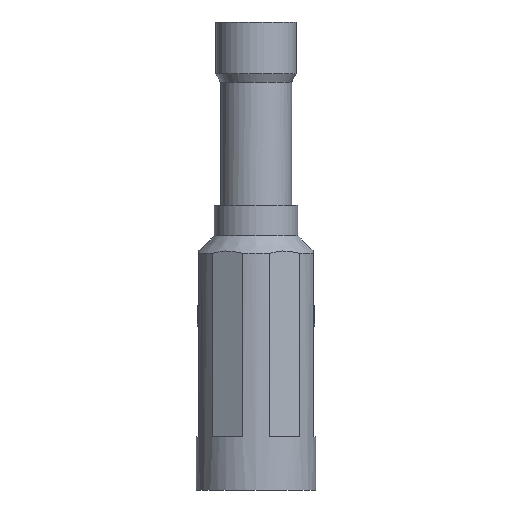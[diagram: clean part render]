
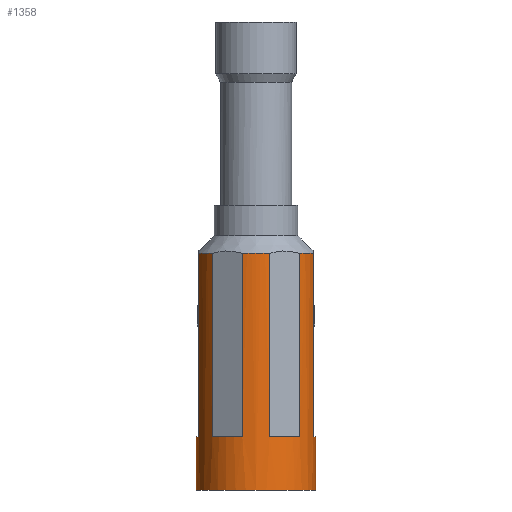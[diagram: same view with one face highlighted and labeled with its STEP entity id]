
A CAD part, left-side view. The second image highlights one B-rep face of the part: STEP entity #1358.
In plain terms, the highlighted cylindrical face has radius 23.5 mm (diameter 47 mm), a full revolution.
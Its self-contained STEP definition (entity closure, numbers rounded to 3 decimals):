
#16=ELLIPSE('',#1514,33.234,23.5);
#17=ELLIPSE('',#1516,33.234,23.5);
#18=ELLIPSE('',#1523,33.234,23.5);
#116=FACE_OUTER_BOUND('',#194,.T.);
#194=EDGE_LOOP('',(#1042,#1043,#1044,#1045,#1046,#1047,#1048,#1049,#1050,
#1051,#1052,#1053,#1054,#1055,#1056,#1057,#1058,#1059,#1060,#1061,#1062,
#1063,#1064,#1065,#1066,#1067,#1068,#1069,#1070));
#273=LINE('',#2237,#390);
#274=LINE('',#2241,#391);
#275=LINE('',#2245,#392);
#276=LINE('',#2248,#393);
#277=LINE('',#2250,#394);
#278=LINE('',#2253,#395);
#279=LINE('',#2255,#396);
#280=LINE('',#2260,#397);
#281=LINE('',#2263,#398);
#282=LINE('',#2265,#399);
#283=LINE('',#2269,#400);
#284=LINE('',#2273,#401);
#285=LINE('',#2276,#402);
#390=VECTOR('',#1765,1000.);
#391=VECTOR('',#1768,1000.);
#392=VECTOR('',#1771,1000.);
#393=VECTOR('',#1774,1000.);
#394=VECTOR('',#1775,1000.);
#395=VECTOR('',#1778,1000.);
#396=VECTOR('',#1779,23.5);
#397=VECTOR('',#1784,1000.);
#398=VECTOR('',#1787,1000.);
#399=VECTOR('',#1788,1000.);
#400=VECTOR('',#1791,1000.);
#401=VECTOR('',#1794,1000.);
#402=VECTOR('',#1797,1000.);
#533=CIRCLE('',#1496,23.5);
#534=CIRCLE('',#1497,23.5);
#535=CIRCLE('',#1498,23.5);
#542=CIRCLE('',#1505,23.5);
#547=CIRCLE('',#1515,23.5);
#548=CIRCLE('',#1517,23.5);
#549=CIRCLE('',#1518,23.5);
#550=CIRCLE('',#1519,23.5);
#551=CIRCLE('',#1520,23.5);
#552=CIRCLE('',#1521,23.5);
#553=CIRCLE('',#1522,23.5);
#554=CIRCLE('',#1524,23.5);
#610=VERTEX_POINT('',#2165);
#611=VERTEX_POINT('',#2166);
#612=VERTEX_POINT('',#2168);
#613=VERTEX_POINT('',#2170);
#614=VERTEX_POINT('',#2174);
#624=VERTEX_POINT('',#2201);
#625=VERTEX_POINT('',#2205);
#632=VERTEX_POINT('',#2233);
#633=VERTEX_POINT('',#2234);
#634=VERTEX_POINT('',#2236);
#635=VERTEX_POINT('',#2238);
#636=VERTEX_POINT('',#2240);
#637=VERTEX_POINT('',#2242);
#638=VERTEX_POINT('',#2244);
#639=VERTEX_POINT('',#2246);
#640=VERTEX_POINT('',#2249);
#641=VERTEX_POINT('',#2251);
#642=VERTEX_POINT('',#2254);
#643=VERTEX_POINT('',#2256);
#644=VERTEX_POINT('',#2259);
#645=VERTEX_POINT('',#2261);
#646=VERTEX_POINT('',#2264);
#647=VERTEX_POINT('',#2266);
#648=VERTEX_POINT('',#2268);
#649=VERTEX_POINT('',#2270);
#650=VERTEX_POINT('',#2272);
#651=VERTEX_POINT('',#2274);
#763=EDGE_CURVE('',#610,#611,#533,.T.);
#764=EDGE_CURVE('',#611,#612,#534,.T.);
#766=EDGE_CURVE('',#613,#614,#535,.T.);
#778=EDGE_CURVE('',#624,#625,#542,.T.);
#789=EDGE_CURVE('',#632,#633,#16,.T.);
#790=EDGE_CURVE('',#633,#634,#273,.T.);
#791=EDGE_CURVE('',#634,#635,#547,.T.);
#792=EDGE_CURVE('',#635,#636,#274,.T.);
#793=EDGE_CURVE('',#636,#637,#17,.T.);
#794=EDGE_CURVE('',#637,#638,#275,.T.);
#795=EDGE_CURVE('',#638,#639,#548,.T.);
#796=EDGE_CURVE('',#639,#614,#276,.T.);
#797=EDGE_CURVE('',#613,#640,#277,.T.);
#798=EDGE_CURVE('',#640,#641,#549,.T.);
#799=EDGE_CURVE('',#641,#612,#278,.T.);
#800=EDGE_CURVE('',#611,#642,#279,.T.);
#801=EDGE_CURVE('',#642,#643,#550,.T.);
#802=EDGE_CURVE('',#643,#642,#551,.T.);
#803=EDGE_CURVE('',#610,#644,#280,.T.);
#804=EDGE_CURVE('',#644,#645,#552,.T.);
#805=EDGE_CURVE('',#645,#625,#281,.T.);
#806=EDGE_CURVE('',#624,#646,#282,.T.);
#807=EDGE_CURVE('',#646,#647,#553,.T.);
#808=EDGE_CURVE('',#647,#648,#283,.T.);
#809=EDGE_CURVE('',#648,#649,#18,.T.);
#810=EDGE_CURVE('',#649,#650,#284,.T.);
#811=EDGE_CURVE('',#650,#651,#554,.T.);
#812=EDGE_CURVE('',#651,#632,#285,.T.);
#1042=ORIENTED_EDGE('',*,*,#789,.T.);
#1043=ORIENTED_EDGE('',*,*,#790,.T.);
#1044=ORIENTED_EDGE('',*,*,#791,.T.);
#1045=ORIENTED_EDGE('',*,*,#792,.T.);
#1046=ORIENTED_EDGE('',*,*,#793,.T.);
#1047=ORIENTED_EDGE('',*,*,#794,.T.);
#1048=ORIENTED_EDGE('',*,*,#795,.T.);
#1049=ORIENTED_EDGE('',*,*,#796,.T.);
#1050=ORIENTED_EDGE('',*,*,#766,.F.);
#1051=ORIENTED_EDGE('',*,*,#797,.T.);
#1052=ORIENTED_EDGE('',*,*,#798,.T.);
#1053=ORIENTED_EDGE('',*,*,#799,.T.);
#1054=ORIENTED_EDGE('',*,*,#764,.F.);
#1055=ORIENTED_EDGE('',*,*,#800,.T.);
#1056=ORIENTED_EDGE('',*,*,#801,.T.);
#1057=ORIENTED_EDGE('',*,*,#802,.T.);
#1058=ORIENTED_EDGE('',*,*,#800,.F.);
#1059=ORIENTED_EDGE('',*,*,#763,.F.);
#1060=ORIENTED_EDGE('',*,*,#803,.T.);
#1061=ORIENTED_EDGE('',*,*,#804,.T.);
#1062=ORIENTED_EDGE('',*,*,#805,.T.);
#1063=ORIENTED_EDGE('',*,*,#778,.F.);
#1064=ORIENTED_EDGE('',*,*,#806,.T.);
#1065=ORIENTED_EDGE('',*,*,#807,.T.);
#1066=ORIENTED_EDGE('',*,*,#808,.T.);
#1067=ORIENTED_EDGE('',*,*,#809,.T.);
#1068=ORIENTED_EDGE('',*,*,#810,.T.);
#1069=ORIENTED_EDGE('',*,*,#811,.T.);
#1070=ORIENTED_EDGE('',*,*,#812,.T.);
#1328=CYLINDRICAL_SURFACE('',#1513,23.5);
#1358=ADVANCED_FACE('',(#116),#1328,.T.);
#1496=AXIS2_PLACEMENT_3D('',#2167,#1723,#1724);
#1497=AXIS2_PLACEMENT_3D('',#2169,#1725,#1726);
#1498=AXIS2_PLACEMENT_3D('',#2175,#1727,#1728);
#1505=AXIS2_PLACEMENT_3D('',#2206,#1742,#1743);
#1513=AXIS2_PLACEMENT_3D('',#2232,#1761,#1762);
#1514=AXIS2_PLACEMENT_3D('',#2235,#1763,#1764);
#1515=AXIS2_PLACEMENT_3D('',#2239,#1766,#1767);
#1516=AXIS2_PLACEMENT_3D('',#2243,#1769,#1770);
#1517=AXIS2_PLACEMENT_3D('',#2247,#1772,#1773);
#1518=AXIS2_PLACEMENT_3D('',#2252,#1776,#1777);
#1519=AXIS2_PLACEMENT_3D('',#2257,#1780,#1781);
#1520=AXIS2_PLACEMENT_3D('',#2258,#1782,#1783);
#1521=AXIS2_PLACEMENT_3D('',#2262,#1785,#1786);
#1522=AXIS2_PLACEMENT_3D('',#2267,#1789,#1790);
#1523=AXIS2_PLACEMENT_3D('',#2271,#1792,#1793);
#1524=AXIS2_PLACEMENT_3D('',#2275,#1795,#1796);
#1723=DIRECTION('center_axis',(0.,0.,1.));
#1724=DIRECTION('ref_axis',(-1.,0.,0.));
#1725=DIRECTION('center_axis',(0.,0.,1.));
#1726=DIRECTION('ref_axis',(-1.,0.,0.));
#1727=DIRECTION('center_axis',(0.,0.,1.));
#1728=DIRECTION('ref_axis',(-1.,0.,0.));
#1742=DIRECTION('center_axis',(0.,0.,1.));
#1743=DIRECTION('ref_axis',(-1.,0.,0.));
#1761=DIRECTION('center_axis',(0.,0.,1.));
#1762=DIRECTION('ref_axis',(1.,0.,0.));
#1763=DIRECTION('center_axis',(-0.707,0.,
-0.707));
#1764=DIRECTION('ref_axis',(0.707,0.,-0.707));
#1765=DIRECTION('',(0.,0.,-1.));
#1766=DIRECTION('center_axis',(0.,0.,-1.));
#1767=DIRECTION('ref_axis',(-1.,0.,0.));
#1768=DIRECTION('',(0.,0.,1.));
#1769=DIRECTION('center_axis',(-0.707,0.,
-0.707));
#1770=DIRECTION('ref_axis',(0.707,0.,-0.707));
#1771=DIRECTION('',(0.,0.,-1.));
#1772=DIRECTION('center_axis',(0.,0.,-1.));
#1773=DIRECTION('ref_axis',(-1.,0.,0.));
#1774=DIRECTION('',(0.,0.,1.));
#1775=DIRECTION('',(0.,0.,-1.));
#1776=DIRECTION('center_axis',(0.,0.,-1.));
#1777=DIRECTION('ref_axis',(-1.,0.,0.));
#1778=DIRECTION('',(0.,0.,1.));
#1779=DIRECTION('',(0.,0.,-1.));
#1780=DIRECTION('center_axis',(0.,0.,1.));
#1781=DIRECTION('ref_axis',(1.,0.,0.));
#1782=DIRECTION('center_axis',(0.,0.,1.));
#1783=DIRECTION('ref_axis',(1.,0.,0.));
#1784=DIRECTION('',(0.,0.,-1.));
#1785=DIRECTION('center_axis',(0.,0.,-1.));
#1786=DIRECTION('ref_axis',(-1.,0.,0.));
#1787=DIRECTION('',(0.,0.,1.));
#1788=DIRECTION('',(0.,0.,-1.));
#1789=DIRECTION('center_axis',(0.,0.,-1.));
#1790=DIRECTION('ref_axis',(-1.,0.,0.));
#1791=DIRECTION('',(0.,0.,1.));
#1792=DIRECTION('center_axis',(-0.707,0.,
-0.707));
#1793=DIRECTION('ref_axis',(0.707,0.,-0.707));
#1794=DIRECTION('',(0.,0.,-1.));
#1795=DIRECTION('center_axis',(0.,0.,-1.));
#1796=DIRECTION('ref_axis',(-1.,0.,0.));
#1797=DIRECTION('',(0.,0.,1.));
#2165=CARTESIAN_POINT('',(-53.716,2.828,149.));
#2166=CARTESIAN_POINT('',(-54.339,-2.548,149.));
#2167=CARTESIAN_POINT('Origin',(-30.839,-2.548,149.));
#2168=CARTESIAN_POINT('',(-53.716,-7.924,149.));
#2169=CARTESIAN_POINT('Origin',(-30.839,-2.548,149.));
#2170=CARTESIAN_POINT('',(-46.934,-19.672,149.));
#2174=CARTESIAN_POINT('',(-37.621,-25.048,149.));
#2175=CARTESIAN_POINT('Origin',(-30.839,-2.548,149.));
#2201=CARTESIAN_POINT('',(-37.621,19.952,149.));
#2205=CARTESIAN_POINT('',(-46.934,14.576,149.));
#2206=CARTESIAN_POINT('Origin',(-30.839,-2.548,149.));
#2232=CARTESIAN_POINT('Origin',(-30.839,-2.548,56.));
#2233=CARTESIAN_POINT('',(-7.962,2.828,100.123));
#2234=CARTESIAN_POINT('',(-7.962,-7.924,100.123));
#2235=CARTESIAN_POINT('Origin',(-30.839,-2.548,123.));
#2236=CARTESIAN_POINT('',(-7.962,-7.924,77.));
#2237=CARTESIAN_POINT('',(-7.962,-7.924,56.));
#2238=CARTESIAN_POINT('',(-14.745,-19.672,77.));
#2239=CARTESIAN_POINT('Origin',(-30.839,-2.548,77.));
#2240=CARTESIAN_POINT('',(-14.745,-19.672,106.906));
#2241=CARTESIAN_POINT('',(-14.745,-19.672,56.));
#2242=CARTESIAN_POINT('',(-24.057,-25.048,116.218));
#2243=CARTESIAN_POINT('Origin',(-30.839,-2.548,123.));
#2244=CARTESIAN_POINT('',(-24.057,-25.048,77.));
#2245=CARTESIAN_POINT('',(-24.057,-25.048,56.));
#2246=CARTESIAN_POINT('',(-37.621,-25.048,77.));
#2247=CARTESIAN_POINT('Origin',(-30.839,-2.548,77.));
#2248=CARTESIAN_POINT('',(-37.621,-25.048,56.));
#2249=CARTESIAN_POINT('',(-46.934,-19.672,77.));
#2250=CARTESIAN_POINT('',(-46.934,-19.672,56.));
#2251=CARTESIAN_POINT('',(-53.716,-7.924,77.));
#2252=CARTESIAN_POINT('Origin',(-30.839,-2.548,77.));
#2253=CARTESIAN_POINT('',(-53.716,-7.924,56.));
#2254=CARTESIAN_POINT('',(-54.339,-2.548,56.));
#2255=CARTESIAN_POINT('',(-54.339,-2.548,56.));
#2256=CARTESIAN_POINT('',(-7.339,-2.548,56.));
#2257=CARTESIAN_POINT('Origin',(-30.839,-2.548,56.));
#2258=CARTESIAN_POINT('Origin',(-30.839,-2.548,56.));
#2259=CARTESIAN_POINT('',(-53.716,2.828,77.));
#2260=CARTESIAN_POINT('',(-53.716,2.828,56.));
#2261=CARTESIAN_POINT('',(-46.934,14.576,77.));
#2262=CARTESIAN_POINT('Origin',(-30.839,-2.548,77.));
#2263=CARTESIAN_POINT('',(-46.934,14.576,56.));
#2264=CARTESIAN_POINT('',(-37.621,19.952,77.));
#2265=CARTESIAN_POINT('',(-37.621,19.952,56.));
#2266=CARTESIAN_POINT('',(-24.057,19.952,77.));
#2267=CARTESIAN_POINT('Origin',(-30.839,-2.548,77.));
#2268=CARTESIAN_POINT('',(-24.057,19.952,116.218));
#2269=CARTESIAN_POINT('',(-24.057,19.952,56.));
#2270=CARTESIAN_POINT('',(-14.745,14.576,106.906));
#2271=CARTESIAN_POINT('Origin',(-30.839,-2.548,123.));
#2272=CARTESIAN_POINT('',(-14.745,14.576,77.));
#2273=CARTESIAN_POINT('',(-14.745,14.576,56.));
#2274=CARTESIAN_POINT('',(-7.962,2.828,77.));
#2275=CARTESIAN_POINT('Origin',(-30.839,-2.548,77.));
#2276=CARTESIAN_POINT('',(-7.962,2.828,56.));
